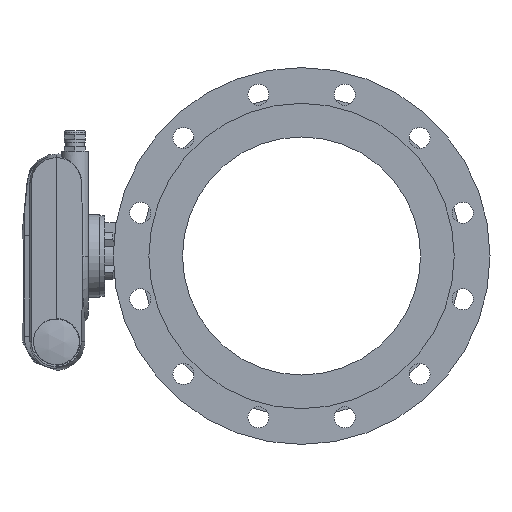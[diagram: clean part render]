
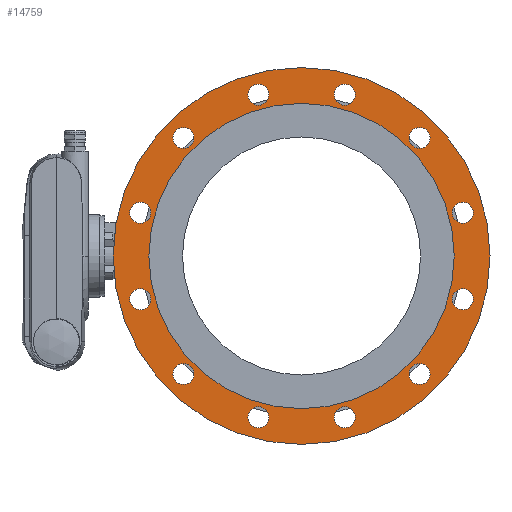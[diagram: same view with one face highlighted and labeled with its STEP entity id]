
A CAD part, left-side view. The second image highlights one B-rep face of the part: STEP entity #14759.
In plain terms, the highlighted planar face has unit normal (-1, 0, 0).
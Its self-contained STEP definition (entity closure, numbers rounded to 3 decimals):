
#319 = CIRCLE ( 'NONE', #8049, 160. ) ;
#410 = EDGE_CURVE ( 'NONE', #6675, #6675, #15065, .T. ) ;
#425 = EDGE_CURVE ( 'NONE', #6676, #6676, #15080, .T. ) ;
#442 = EDGE_CURVE ( 'NONE', #6688, #6688, #15106, .T. ) ;
#461 = EDGE_CURVE ( 'NONE', #6700, #6700, #15133, .T. ) ;
#565 = EDGE_CURVE ( 'NONE', #6736, #6736, #15279, .T. ) ;
#594 = EDGE_CURVE ( 'NONE', #6744, #6744, #15327, .T. ) ;
#611 = EDGE_CURVE ( 'NONE', #6752, #6752, #15351, .T. ) ;
#617 = EDGE_CURVE ( 'NONE', #6758, #6758, #15360, .T. ) ;
#1030 = EDGE_CURVE ( 'NONE', #6800, #6800, #319, .T. ) ;
#1171 = CARTESIAN_POINT ( 'NONE',  ( -189.805, -30.98, 34.751 ) ) ;
#1295 = DIRECTION ( 'NONE',  ( 0., 0., 1. ) ) ;
#1296 = DIRECTION ( 'NONE',  ( -1., 0., 0. ) ) ;
#1800 = EDGE_LOOP ( 'NONE', ( #2044 ) ) ;
#1801 = EDGE_LOOP ( 'NONE', ( #2045 ) ) ;
#1802 = EDGE_LOOP ( 'NONE', ( #2043 ) ) ;
#1803 = EDGE_LOOP ( 'NONE', ( #2047 ) ) ;
#1804 = EDGE_LOOP ( 'NONE', ( #2048 ) ) ;
#1884 = EDGE_LOOP ( 'NONE', ( #2006 ) ) ;
#1903 = EDGE_LOOP ( 'NONE', ( #2108 ) ) ;
#1904 = EDGE_LOOP ( 'NONE', ( #2103 ) ) ;
#1905 = EDGE_LOOP ( 'NONE', ( #2104 ) ) ;
#1906 = EDGE_LOOP ( 'NONE', ( #2005 ) ) ;
#1907 = EDGE_LOOP ( 'NONE', ( #2107 ) ) ;
#1908 = EDGE_LOOP ( 'NONE', ( #1975 ) ) ;
#1909 = EDGE_LOOP ( 'NONE', ( #2052 ) ) ;
#1917 = EDGE_LOOP ( 'NONE', ( #2016 ) ) ;
#1975 = ORIENTED_EDGE ( 'NONE', *, *, #7649, .F. ) ;
#2005 = ORIENTED_EDGE ( 'NONE', *, *, #7628, .F. ) ;
#2006 = ORIENTED_EDGE ( 'NONE', *, *, #617, .F. ) ;
#2016 = ORIENTED_EDGE ( 'NONE', *, *, #410, .F. ) ;
#2043 = ORIENTED_EDGE ( 'NONE', *, *, #7713, .F. ) ;
#2044 = ORIENTED_EDGE ( 'NONE', *, *, #1030, .T. ) ;
#2045 = ORIENTED_EDGE ( 'NONE', *, *, #611, .F. ) ;
#2047 = ORIENTED_EDGE ( 'NONE', *, *, #7722, .F. ) ;
#2048 = ORIENTED_EDGE ( 'NONE', *, *, #425, .F. ) ;
#2052 = ORIENTED_EDGE ( 'NONE', *, *, #461, .F. ) ;
#2103 = ORIENTED_EDGE ( 'NONE', *, *, #442, .F. ) ;
#2104 = ORIENTED_EDGE ( 'NONE', *, *, #7703, .F. ) ;
#2107 = ORIENTED_EDGE ( 'NONE', *, *, #594, .F. ) ;
#2108 = ORIENTED_EDGE ( 'NONE', *, *, #565, .F. ) ;
#2995 = CARTESIAN_POINT ( 'NONE',  ( -189.805, -200.017, -10.543 ) ) ;
#3029 = DIRECTION ( 'NONE',  ( 1., 0., 0. ) ) ;
#3031 = DIRECTION ( 'NONE',  ( 0., 0., -1. ) ) ;
#3336 = DIRECTION ( 'NONE',  ( -1., 0., 0. ) ) ;
#3337 = DIRECTION ( 'NONE',  ( 0., 0., 1. ) ) ;
#3371 = CARTESIAN_POINT ( 'NONE',  ( -189.805, -154.724, 158.494 ) ) ;
#3405 = CARTESIAN_POINT ( 'NONE',  ( -189.805, -369.054, -55.836 ) ) ;
#3460 = DIRECTION ( 'NONE',  ( -1., 0., 0. ) ) ;
#3461 = DIRECTION ( 'NONE',  ( 0., 0., 1. ) ) ;
#6151 = PLANE ( 'NONE',  #8480 ) ;
#6155 = CARTESIAN_POINT ( 'NONE',  ( -189.805, -200.017, -10.543 ) ) ;
#6156 = DIRECTION ( 'NONE',  ( -1., 0., 0. ) ) ;
#6157 = DIRECTION ( 'NONE',  ( 0., 0., -1. ) ) ;
#6672 = CARTESIAN_POINT ( 'NONE',  ( -189.805, -76.273, -123.286 ) ) ;
#6675 = VERTEX_POINT ( 'NONE', #6677 ) ;
#6676 = VERTEX_POINT ( 'NONE', #6672 ) ;
#6677 = CARTESIAN_POINT ( 'NONE',  ( -189.805, -323.761, -123.286 ) ) ;
#6688 = VERTEX_POINT ( 'NONE', #6689 ) ;
#6689 = CARTESIAN_POINT ( 'NONE',  ( -189.805, -76.273, 124.201 ) ) ;
#6700 = VERTEX_POINT ( 'NONE', #6701 ) ;
#6701 = CARTESIAN_POINT ( 'NONE',  ( -189.805, -245.31, -168.58 ) ) ;
#6736 = VERTEX_POINT ( 'NONE', #6737 ) ;
#6737 = CARTESIAN_POINT ( 'NONE',  ( -189.805, -154.724, 169.494 ) ) ;
#6744 = VERTEX_POINT ( 'NONE', #6745 ) ;
#6745 = CARTESIAN_POINT ( 'NONE',  ( -189.805, -369.054, -44.836 ) ) ;
#6752 = VERTEX_POINT ( 'NONE', #6753 ) ;
#6753 = CARTESIAN_POINT ( 'NONE',  ( -189.805, -200.017, -208.043 ) ) ;
#6758 = VERTEX_POINT ( 'NONE', #6759 ) ;
#6759 = CARTESIAN_POINT ( 'NONE',  ( -189.805, -30.98, 45.751 ) ) ;
#6800 = VERTEX_POINT ( 'NONE', #6801 ) ;
#6801 = CARTESIAN_POINT ( 'NONE',  ( -189.805, -200.017, -170.543 ) ) ;
#6850 = VERTEX_POINT ( 'NONE', #6851 ) ;
#6851 = CARTESIAN_POINT ( 'NONE',  ( -189.805, -245.31, 169.494 ) ) ;
#6854 = VERTEX_POINT ( 'NONE', #6855 ) ;
#6855 = CARTESIAN_POINT ( 'NONE',  ( -189.805, -369.054, 45.751 ) ) ;
#6876 = VERTEX_POINT ( 'NONE', #6877 ) ;
#6877 = CARTESIAN_POINT ( 'NONE',  ( -189.805, -323.761, 124.201 ) ) ;
#6880 = VERTEX_POINT ( 'NONE', #6881 ) ;
#6881 = CARTESIAN_POINT ( 'NONE',  ( -189.805, -30.98, -44.836 ) ) ;
#6886 = VERTEX_POINT ( 'NONE', #6887 ) ;
#6887 = CARTESIAN_POINT ( 'NONE',  ( -189.805, -154.724, -168.58 ) ) ;
#7120 = DIRECTION ( 'NONE',  ( 0., 0., 1. ) ) ;
#7123 = DIRECTION ( 'NONE',  ( -1., 0., 0. ) ) ;
#7126 = CARTESIAN_POINT ( 'NONE',  ( -189.805, -76.273, -134.286 ) ) ;
#7133 = CARTESIAN_POINT ( 'NONE',  ( -189.805, -76.273, 113.201 ) ) ;
#7202 = DIRECTION ( 'NONE',  ( -1., 0., 0. ) ) ;
#7280 = CARTESIAN_POINT ( 'NONE',  ( -189.805, -323.761, -134.286 ) ) ;
#7283 = DIRECTION ( 'NONE',  ( -1., 0., 0. ) ) ;
#7284 = DIRECTION ( 'NONE',  ( 0., 0., 1. ) ) ;
#7333 = DIRECTION ( 'NONE',  ( 0., 0., 1. ) ) ;
#7372 = CARTESIAN_POINT ( 'NONE',  ( -189.805, -245.31, -179.58 ) ) ;
#7378 = DIRECTION ( 'NONE',  ( -1., 0., 0. ) ) ;
#7379 = DIRECTION ( 'NONE',  ( 0., 0., 1. ) ) ;
#7628 = EDGE_CURVE ( 'NONE', #6850, #6850, #11805, .T. ) ;
#7649 = EDGE_CURVE ( 'NONE', #6854, #6854, #11836, .T. ) ;
#7703 = EDGE_CURVE ( 'NONE', #6876, #6876, #11917, .T. ) ;
#7713 = EDGE_CURVE ( 'NONE', #6880, #6880, #11930, .T. ) ;
#7722 = EDGE_CURVE ( 'NONE', #6886, #6886, #11941, .T. ) ;
#7923 = AXIS2_PLACEMENT_3D ( 'NONE', #7280, #7283, #7284 ) ;
#7926 = AXIS2_PLACEMENT_3D ( 'NONE', #7126, #7123, #7120 ) ;
#7936 = AXIS2_PLACEMENT_3D ( 'NONE', #7133, #7202, #7333 ) ;
#7943 = AXIS2_PLACEMENT_3D ( 'NONE', #7372, #7378, #7379 ) ;
#7973 = AXIS2_PLACEMENT_3D ( 'NONE', #3371, #3336, #3337 ) ;
#7975 = AXIS2_PLACEMENT_3D ( 'NONE', #3405, #3460, #3461 ) ;
#7984 = AXIS2_PLACEMENT_3D ( 'NONE', #2995, #3029, #3031 ) ;
#7988 = AXIS2_PLACEMENT_3D ( 'NONE', #1171, #1296, #1295 ) ;
#8049 = AXIS2_PLACEMENT_3D ( 'NONE', #11299, #11308, #11309 ) ;
#8096 = AXIS2_PLACEMENT_3D ( 'NONE', #9485, #9531, #9532 ) ;
#8104 = AXIS2_PLACEMENT_3D ( 'NONE', #9417, #9418, #9419 ) ;
#8119 = AXIS2_PLACEMENT_3D ( 'NONE', #9723, #9725, #9726 ) ;
#8130 = AXIS2_PLACEMENT_3D ( 'NONE', #9762, #9766, #9767 ) ;
#8132 = AXIS2_PLACEMENT_3D ( 'NONE', #9790, #9791, #9792 ) ;
#8480 = AXIS2_PLACEMENT_3D ( 'NONE', #6155, #6156, #6157 ) ;
#9417 = CARTESIAN_POINT ( 'NONE',  ( -189.805, -245.31, 158.494 ) ) ;
#9418 = DIRECTION ( 'NONE',  ( -1., 0., 0. ) ) ;
#9419 = DIRECTION ( 'NONE',  ( 0., 0., 1. ) ) ;
#9485 = CARTESIAN_POINT ( 'NONE',  ( -189.805, -369.054, 34.751 ) ) ;
#9531 = DIRECTION ( 'NONE',  ( -1., 0., 0. ) ) ;
#9532 = DIRECTION ( 'NONE',  ( 0., 0., 1. ) ) ;
#9723 = CARTESIAN_POINT ( 'NONE',  ( -189.805, -323.761, 113.201 ) ) ;
#9725 = DIRECTION ( 'NONE',  ( -1., 0., 0. ) ) ;
#9726 = DIRECTION ( 'NONE',  ( 0., 0., 1. ) ) ;
#9762 = CARTESIAN_POINT ( 'NONE',  ( -189.805, -30.98, -55.836 ) ) ;
#9766 = DIRECTION ( 'NONE',  ( -1., 0., 0. ) ) ;
#9767 = DIRECTION ( 'NONE',  ( 0., 0., 1. ) ) ;
#9790 = CARTESIAN_POINT ( 'NONE',  ( -189.805, -154.724, -179.58 ) ) ;
#9791 = DIRECTION ( 'NONE',  ( -1., 0., 0. ) ) ;
#9792 = DIRECTION ( 'NONE',  ( 0., 0., 1. ) ) ;
#11299 = CARTESIAN_POINT ( 'NONE',  ( -189.805, -200.017, -10.543 ) ) ;
#11308 = DIRECTION ( 'NONE',  ( 1., 0., 0. ) ) ;
#11309 = DIRECTION ( 'NONE',  ( 0., 0., -1. ) ) ;
#11805 = CIRCLE ( 'NONE', #8104, 11. ) ;
#11836 = CIRCLE ( 'NONE', #8096, 11. ) ;
#11917 = CIRCLE ( 'NONE', #8119, 11. ) ;
#11930 = CIRCLE ( 'NONE', #8130, 11. ) ;
#11941 = CIRCLE ( 'NONE', #8132, 11. ) ;
#12800 = FACE_BOUND ( 'NONE', #1908, .T. ) ;
#12801 = FACE_BOUND ( 'NONE', #1884, .T. ) ;
#12805 = FACE_BOUND ( 'NONE', #1905, .T. ) ;
#12806 = FACE_BOUND ( 'NONE', #1803, .T. ) ;
#12807 = FACE_BOUND ( 'NONE', #1904, .T. ) ;
#12808 = FACE_BOUND ( 'NONE', #1907, .T. ) ;
#12809 = FACE_BOUND ( 'NONE', #1903, .T. ) ;
#12810 = FACE_BOUND ( 'NONE', #1917, .T. ) ;
#12811 = FACE_BOUND ( 'NONE', #1906, .T. ) ;
#12812 = FACE_BOUND ( 'NONE', #1909, .T. ) ;
#12813 = FACE_BOUND ( 'NONE', #1804, .T. ) ;
#12814 = FACE_BOUND ( 'NONE', #1802, .T. ) ;
#12815 = FACE_OUTER_BOUND ( 'NONE', #1801, .T. ) ;
#12816 = FACE_BOUND ( 'NONE', #1800, .T. ) ;
#14759 = ADVANCED_FACE ( 'NONE', ( #12801, #12807, #12809, #12811, #12805, #12800, #12808, #12810, #12812, #12806, #12813, #12814, #12815, #12816 ), #6151, .T. ) ;
#15065 = CIRCLE ( 'NONE', #7923, 11. ) ;
#15080 = CIRCLE ( 'NONE', #7926, 11. ) ;
#15106 = CIRCLE ( 'NONE', #7936, 11. ) ;
#15133 = CIRCLE ( 'NONE', #7943, 11. ) ;
#15279 = CIRCLE ( 'NONE', #7973, 11. ) ;
#15327 = CIRCLE ( 'NONE', #7975, 11. ) ;
#15351 = CIRCLE ( 'NONE', #7984, 197.5 ) ;
#15360 = CIRCLE ( 'NONE', #7988, 11. ) ;
